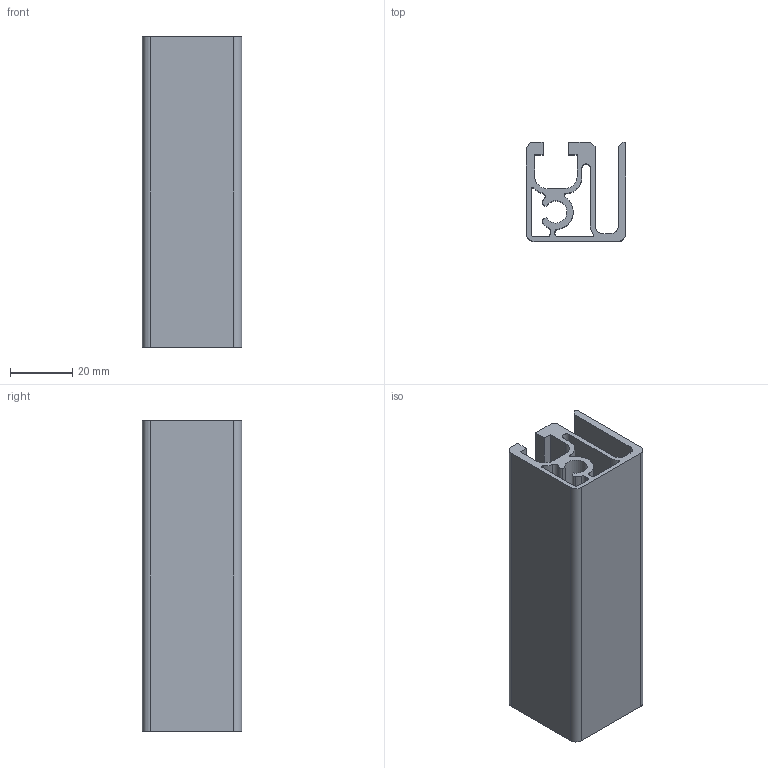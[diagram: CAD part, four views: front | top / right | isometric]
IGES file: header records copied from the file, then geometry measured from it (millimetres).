
Global section: file name: 113232; native system: Autodesk Inventor 2014; preprocessor: unknown; author: Frančeová,,; organization: 11; date: 20151222.103500; units: millimetre
Bounding box: 32 x 32 x 100 mm (x, y, z)
Volume: 37497 mm3; surface area: 35061 mm2
Topology: 1 solids, 1 shells, 56 faces, 162 edges, 108 vertices
Faces by surface type: bspline 56
